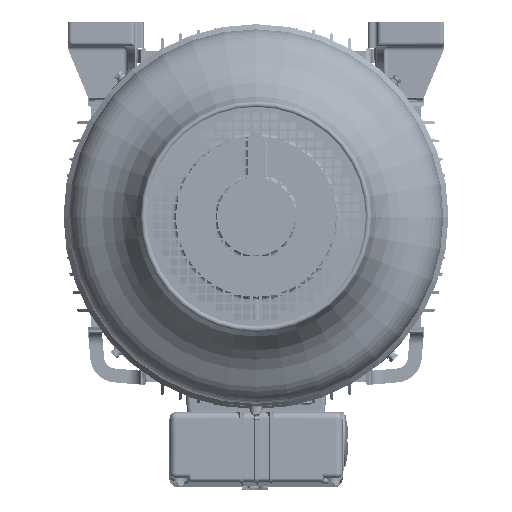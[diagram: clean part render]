
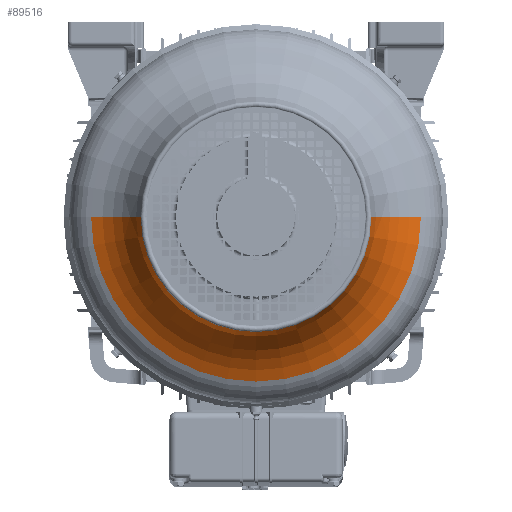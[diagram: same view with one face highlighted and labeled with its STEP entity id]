
A CAD part, front view. The second image highlights one B-rep face of the part: STEP entity #89516.
In plain terms, the highlighted toroidal (fillet/blend) face has major radius 227.734 mm and minor radius 98.5 mm.
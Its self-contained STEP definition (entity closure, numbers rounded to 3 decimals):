
#41071=CARTESIAN_POINT('',(227.735,-636.688,
0.));
#41072=DIRECTION('',(0.,0.,-1.));
#41073=DIRECTION('',(-0.958,0.286,0.));
#41074=AXIS2_PLACEMENT_3D('',#41071,#41072,#41073);
#41086=CARTESIAN_POINT('',(0.,-545.443,
0.));
#41087=DIRECTION('',(0.,-1.,0.));
#41088=DIRECTION('',(-1.,0.,0.));
#41089=AXIS2_PLACEMENT_3D('',#41086,#41087,#41088);
#41091=CARTESIAN_POINT('',(-227.735,-636.688,
0.));
#41092=DIRECTION('',(0.,0.,1.));
#41093=DIRECTION('',(0.958,0.286,0.));
#41094=AXIS2_PLACEMENT_3D('',#41091,#41092,#41093);
#41096=CARTESIAN_POINT('',(0.,-608.502,0.));
#41097=DIRECTION('',(0.,1.,0.));
#41098=DIRECTION('',(1.,0.,0.));
#41099=AXIS2_PLACEMENT_3D('',#41096,#41097,#41098);
#75291=CARTESIAN_POINT('',(133.354,-608.502,
0.));
#75292=VERTEX_POINT('',#75291);
#75299=CARTESIAN_POINT('',(-133.354,-608.502,
0.));
#75300=VERTEX_POINT('',#75299);
#75313=CARTESIAN_POINT('',(-190.632,-545.443,0.));
#75314=VERTEX_POINT('',#75313);
#75317=CARTESIAN_POINT('',(190.632,-545.443,
0.));
#75318=VERTEX_POINT('',#75317);
#89504=CARTESIAN_POINT('',(0.,-636.688,0.));
#89505=DIRECTION('',(0.,-1.,0.));
#89506=DIRECTION('',(-1.,0.,0.));
#89507=AXIS2_PLACEMENT_3D('',#89504,#89505,#89506);
#89508=TOROIDAL_SURFACE('',#89507,227.735,98.5);
#89510=ORIENTED_EDGE('',*,*,#89509,.F.);
#89511=ORIENTED_EDGE('',*,*,#89497,.F.);
#89512=ORIENTED_EDGE('',*,*,#89468,.F.);
#89513=ORIENTED_EDGE('',*,*,#89494,.T.);
#89514=EDGE_LOOP('',(#89510,#89511,#89512,#89513));
#89515=FACE_OUTER_BOUND('',#89514,.F.);
#89516=ADVANCED_FACE('',(#89515),#89508,.F.);
#41075=CIRCLE('',#41074,98.5);
#41090=CIRCLE('',#41089,190.632);
#41095=CIRCLE('',#41094,98.5);
#41100=CIRCLE('',#41099,133.354);
#89468=EDGE_CURVE('',#75292,#75300,#41100,.T.);
#89494=EDGE_CURVE('',#75292,#75318,#41075,.T.);
#89497=EDGE_CURVE('',#75300,#75314,#41095,.T.);
#89509=EDGE_CURVE('',#75314,#75318,#41090,.T.);
